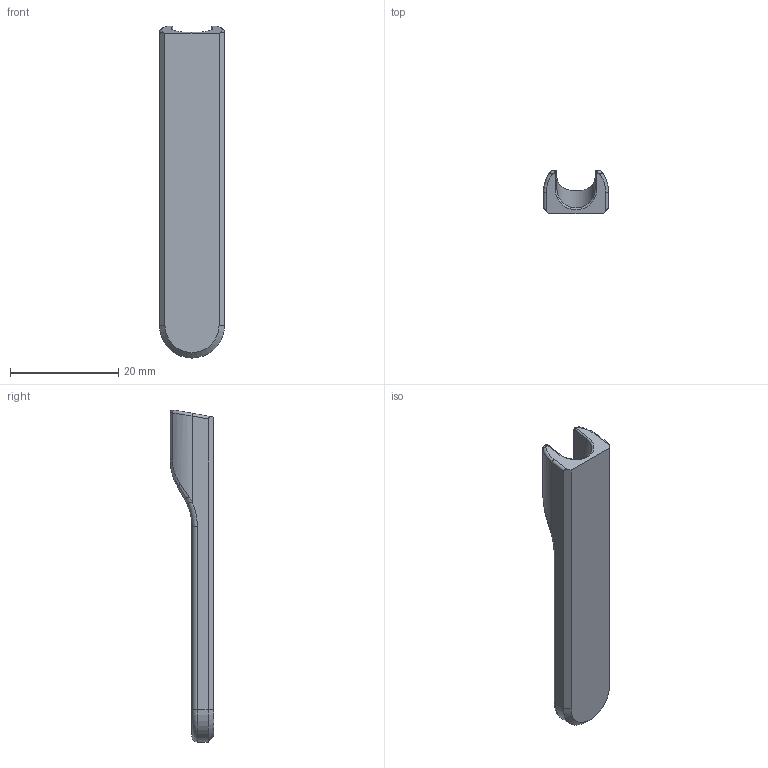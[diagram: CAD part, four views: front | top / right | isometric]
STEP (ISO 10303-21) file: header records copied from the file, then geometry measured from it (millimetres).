
FILE_DESCRIPTION(/* description */ (''),/* implementation_level */ '2;1');
FILE_NAME(/* name */ 'Bowden Tool 3mm III for greg.stp',/* time_stamp */ '2016-08-24T14:16:27+01:00',/* author */ ('antoine'),/* organization */ (''),/* preprocessor_version */ 'ST-DEVELOPER v15.6',/* originating_system */ 'Autodesk Inventor 2015',/* authorisation */ '');
FILE_SCHEMA (('AUTOMOTIVE_DESIGN { 1 0 10303 214 3 1 1 }'));
Length unit declared in the file: millimetre
Products named in the file (1): Bowden Tool 3mm III
Bounding box: 12 x 8 x 61.31 mm (x, y, z)
Volume: 2899.7 mm3; surface area: 2063.3 mm2
Topology: 1 solids, 1 shells, 56 faces, 128 edges, 74 vertices
Faces by surface type: cylinder 19, bspline 17, plane 13, torus 6, cone 1
Entity records: 1930 total; most frequent: CARTESIAN_POINT 678, DIRECTION 262, ORIENTED_EDGE 256, EDGE_CURVE 128, AXIS2_PLACEMENT_3D 108, VERTEX_POINT 74, FACE_OUTER_BOUND 56, EDGE_LOOP 56
